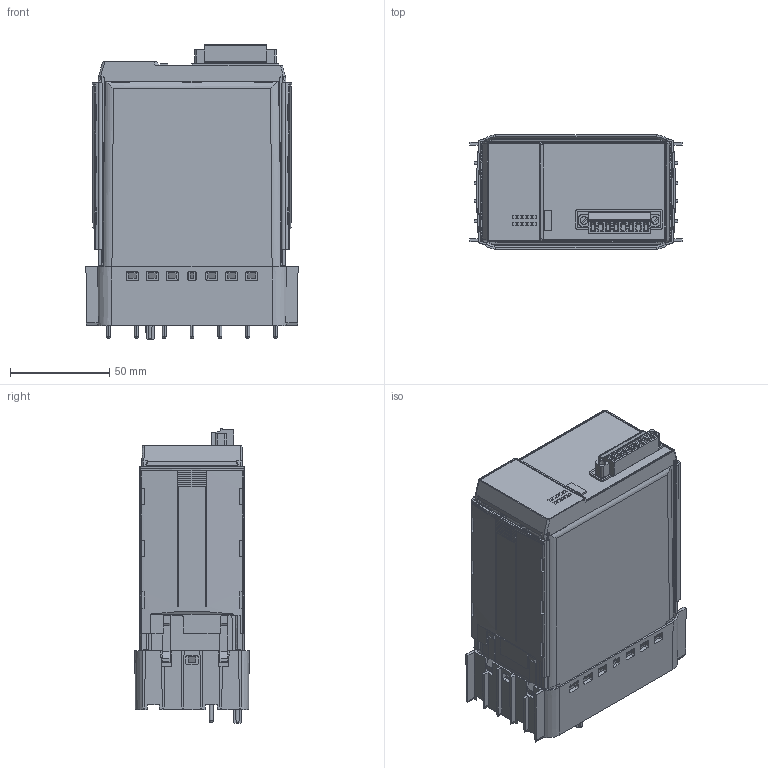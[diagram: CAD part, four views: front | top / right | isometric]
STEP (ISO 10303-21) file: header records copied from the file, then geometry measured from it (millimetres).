
FILE_DESCRIPTION((''),'2;1');
FILE_NAME('CAD-8533_SCHRUMPF_8ER_ASM','2022-10-06T14:42:16',('creinig-se'),(''),'CREO PARAMETRIC BY PTC INC, 2019292','CREO PARAMETRIC BY PTC INC, 2019292','');
FILE_SCHEMA(('CONFIG_CONTROL_DESIGN','SHAPE_APPEARANCE_LAYERS_GROUPS'));
Products named in the file (3): CAD-8533_SCHRUMPF_CAD2153; CAD-1827761_8PIN; CAD-8533_SCHRUMPF_8ER_ASM
Assembly tree (2 placements, depth 2):
  CAD-8533_SCHRUMPF_8ER_ASM
    CAD-8533_SCHRUMPF_CAD2153
    CAD-1827761_8PIN
Bounding box: 106.62 x 57.5 x 148.25 mm (x, y, z)
Volume: 624072.2 mm3; surface area: 99651 mm2
Topology: 2 solids, 2 shells, 3032 faces, 8529 edges, 5549 vertices
Faces by surface type: plane 1894, cylinder 711, cone 156, bspline 143, torus 86, sphere 32, extrusion 10
Entity records: 128391 total; most frequent: CARTESIAN_POINT 33369, ORIENTED_EDGE 16994, DIRECTION 13407, EDGE_CURVE 8497, VERTEX_POINT 5549, VECTOR 5443, LINE 5433, AXIS2_PLACEMENT_3D 3982
